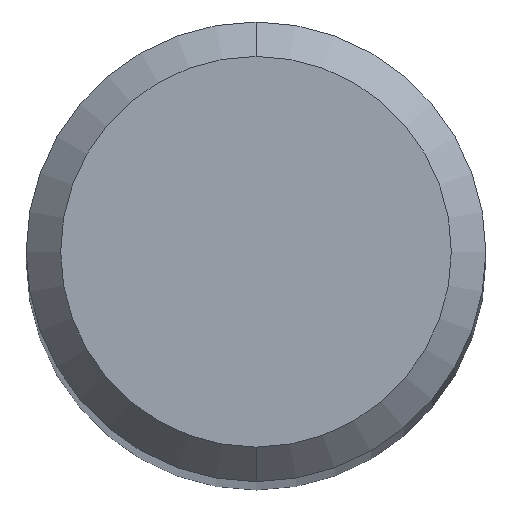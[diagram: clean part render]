
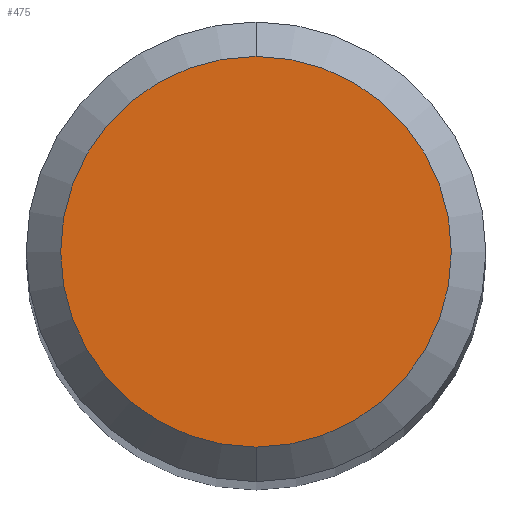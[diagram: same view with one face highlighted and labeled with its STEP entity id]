
A CAD part, top view. The second image highlights one B-rep face of the part: STEP entity #475.
In plain terms, the highlighted planar face has unit normal (0, 0, 1).
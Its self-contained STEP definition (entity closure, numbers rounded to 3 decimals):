
#475=ADVANCED_FACE('',(#1162),#1163,.T.);
#497=EDGE_CURVE('',#941,#651,#1187,.T.);
#643=EDGE_CURVE('',#651,#941,#1349,.T.);
#651=VERTEX_POINT('',#1357);
#941=VERTEX_POINT('',#1671);
#1162=FACE_OUTER_BOUND('',#2311,.T.);
#1163=PLANE('',#2312);
#1187=CIRCLE('',#2437,1.7);
#1349=CIRCLE('',#2914,1.7);
#1357=CARTESIAN_POINT('',(0.0,1.7,0.0));
#1671=CARTESIAN_POINT('',(0.,-1.7,0.0));
#2311=EDGE_LOOP('',(#4940,#4941));
#2312=AXIS2_PLACEMENT_3D('',#4942,#4943,#4944);
#2437=AXIS2_PLACEMENT_3D('',#4965,#4966,#4967);
#2914=AXIS2_PLACEMENT_3D('',#5199,#5200,#5201);
#4940=ORIENTED_EDGE('',*,*,#643,.F.);
#4941=ORIENTED_EDGE('',*,*,#497,.F.);
#4942=CARTESIAN_POINT('',(0.0,0.85,0.0));
#4943=DIRECTION('',(-0.0,0.0,1.0));
#4944=DIRECTION('',(0.0,-1.0,0.0));
#4965=CARTESIAN_POINT('',(0.0,0.0,0.0));
#4966=DIRECTION('',(0.0,0.0,-1.0));
#4967=DIRECTION('',(0.0,1.0,0.0));
#5199=CARTESIAN_POINT('',(0.0,0.0,0.0));
#5200=DIRECTION('',(0.0,0.0,-1.0));
#5201=DIRECTION('',(0.0,1.0,0.0));
